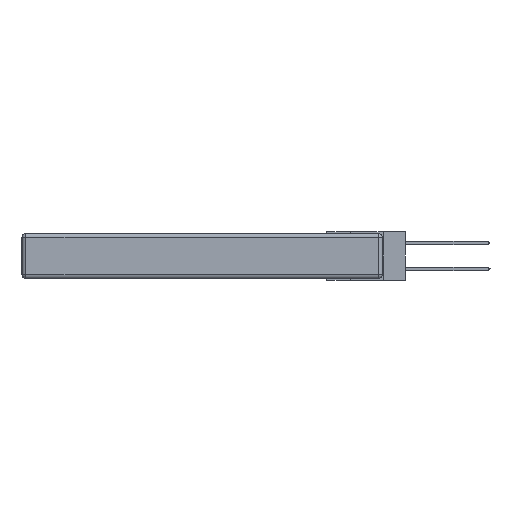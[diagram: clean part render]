
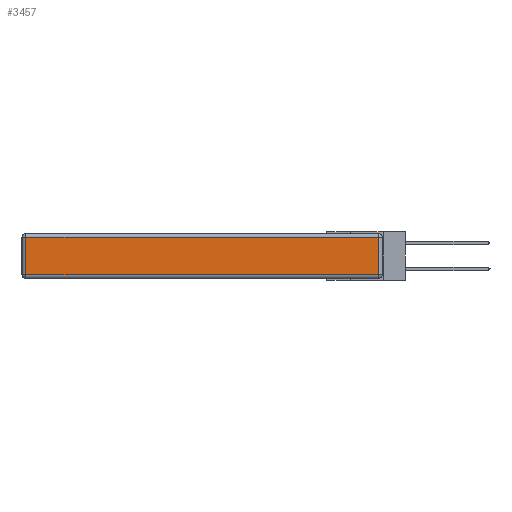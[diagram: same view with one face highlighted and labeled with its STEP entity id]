
A CAD part, left-side view. The second image highlights one B-rep face of the part: STEP entity #3457.
In plain terms, the highlighted planar face has unit normal (-1, 0, 0).
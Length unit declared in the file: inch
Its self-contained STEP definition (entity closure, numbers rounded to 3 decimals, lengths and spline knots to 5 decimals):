
#1046 = CARTESIAN_POINT ( 'NONE',  ( 0., 2.72, -0.03 ) ) ;
#1170 = VECTOR ( 'NONE', #21704, 39.37008 ) ;
#1779 = EDGE_CURVE ( 'NONE', #3791, #12252, #10009, .T. ) ;
#1988 = VECTOR ( 'NONE', #3879, 39.37008 ) ;
#2444 = VECTOR ( 'NONE', #18636, 39.37008 ) ;
#2703 = EDGE_CURVE ( 'NONE', #3229, #3791, #12276, .T. ) ;
#3229 = VERTEX_POINT ( 'NONE', #21324 ) ;
#3457 = ADVANCED_FACE ( 'NONE', ( #7004 ), #10610, .T. ) ;
#3632 = VECTOR ( 'NONE', #10714, 39.37008 ) ;
#3791 = VERTEX_POINT ( 'NONE', #1046 ) ;
#3879 = DIRECTION ( 'NONE',  ( 0., 0., -1. ) ) ;
#4667 = ORIENTED_EDGE ( 'NONE', *, *, #6931, .T. ) ;
#5113 = EDGE_LOOP ( 'NONE', ( #5344, #4667, #12169, #20782 ) ) ;
#5148 = CARTESIAN_POINT ( 'NONE',  ( 0., 2.75, -0.03 ) ) ;
#5344 = ORIENTED_EDGE ( 'NONE', *, *, #19333, .T. ) ;
#5618 = DIRECTION ( 'NONE',  ( 0., 0., 1. ) ) ;
#6931 = EDGE_CURVE ( 'NONE', #15684, #3229, #11946, .T. ) ;
#7004 = FACE_OUTER_BOUND ( 'NONE', #5113, .T. ) ;
#10009 = LINE ( 'NONE', #13290, #1988 ) ;
#10610 = PLANE ( 'NONE',  #11164 ) ;
#10714 = DIRECTION ( 'NONE',  ( 0., 1., 0. ) ) ;
#11164 = AXIS2_PLACEMENT_3D ( 'NONE', #14582, #22171, #5618 ) ;
#11946 = LINE ( 'NONE', #14899, #2444 ) ;
#12169 = ORIENTED_EDGE ( 'NONE', *, *, #2703, .T. ) ;
#12252 = VERTEX_POINT ( 'NONE', #15003 ) ;
#12276 = LINE ( 'NONE', #5148, #3632 ) ;
#13290 = CARTESIAN_POINT ( 'NONE',  ( 0., 2.72, -0.343 ) ) ;
#14582 = CARTESIAN_POINT ( 'NONE',  ( 0., 0., -0.343 ) ) ;
#14899 = CARTESIAN_POINT ( 'NONE',  ( 0., 0.03, -0.343 ) ) ;
#15003 = CARTESIAN_POINT ( 'NONE',  ( 0., 2.72, -0.313 ) ) ;
#15684 = VERTEX_POINT ( 'NONE', #21712 ) ;
#15861 = LINE ( 'NONE', #18167, #1170 ) ;
#18167 = CARTESIAN_POINT ( 'NONE',  ( 0., 0., -0.313 ) ) ;
#18636 = DIRECTION ( 'NONE',  ( 0., 0., 1. ) ) ;
#19333 = EDGE_CURVE ( 'NONE', #12252, #15684, #15861, .T. ) ;
#20782 = ORIENTED_EDGE ( 'NONE', *, *, #1779, .T. ) ;
#21324 = CARTESIAN_POINT ( 'NONE',  ( 0., 0.03, -0.03 ) ) ;
#21704 = DIRECTION ( 'NONE',  ( 0., -1., 0. ) ) ;
#21712 = CARTESIAN_POINT ( 'NONE',  ( 0., 0.03, -0.313 ) ) ;
#22171 = DIRECTION ( 'NONE',  ( -1., 0., 0. ) ) ;
